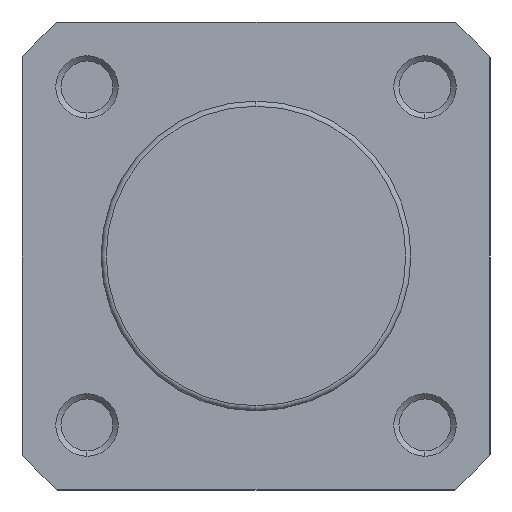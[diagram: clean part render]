
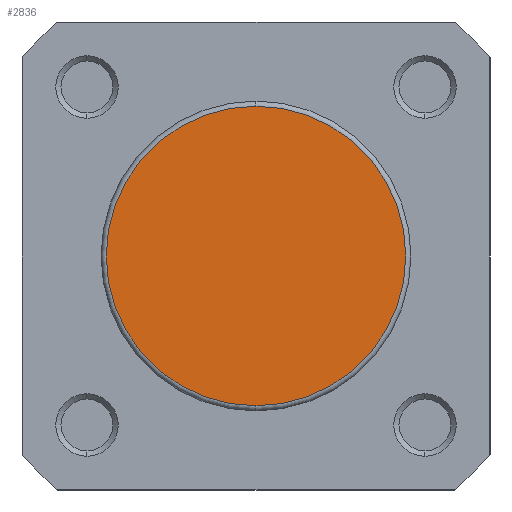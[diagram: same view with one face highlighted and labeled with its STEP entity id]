
A CAD part, left-side view. The second image highlights one B-rep face of the part: STEP entity #2836.
In plain terms, the highlighted planar face has unit normal (-1, 0, 0).
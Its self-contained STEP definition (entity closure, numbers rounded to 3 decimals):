
#1297 = CIRCLE ( 'NONE', #6284, 14.4 ) ;
#1330 = CIRCLE ( 'NONE', #6295, 14.4 ) ;
#1523 = CARTESIAN_POINT ( 'NONE',  ( 0., 0., 14.4 ) ) ;
#1525 = CARTESIAN_POINT ( 'NONE',  ( 0., 0., -14.4 ) ) ;
#2435 = CARTESIAN_POINT ( 'NONE',  ( 0., 0., 0. ) ) ;
#2441 = DIRECTION ( 'NONE',  ( -1., 0., 0. ) ) ;
#2442 = DIRECTION ( 'NONE',  ( 0., 0., 1. ) ) ;
#2494 = CARTESIAN_POINT ( 'NONE',  ( 0., 0., 0. ) ) ;
#2495 = DIRECTION ( 'NONE',  ( -1., 0., 0. ) ) ;
#2496 = DIRECTION ( 'NONE',  ( 0., 0., 1. ) ) ;
#2836 = ADVANCED_FACE ( 'NONE', ( #5114 ), #5452, .T. ) ;
#3174 = VERTEX_POINT ( 'NONE', #1523 ) ;
#3177 = VERTEX_POINT ( 'NONE', #1525 ) ;
#3474 = ORIENTED_EDGE ( 'NONE', *, *, #4084, .T. ) ;
#3477 = ORIENTED_EDGE ( 'NONE', *, *, #4062, .T. ) ;
#4062 = EDGE_CURVE ( 'NONE', #3177, #3174, #1297, .T. ) ;
#4084 = EDGE_CURVE ( 'NONE', #3174, #3177, #1330, .T. ) ;
#4350 = EDGE_LOOP ( 'NONE', ( #3474, #3477 ) ) ;
#5114 = FACE_OUTER_BOUND ( 'NONE', #4350, .T. ) ;
#5355 = DIRECTION ( 'NONE',  ( 0., 0., 1. ) ) ;
#5452 = PLANE ( 'NONE',  #5981 ) ;
#5467 = CARTESIAN_POINT ( 'NONE',  ( 0., -14.9, 0. ) ) ;
#5695 = DIRECTION ( 'NONE',  ( -1., 0., 0. ) ) ;
#5981 = AXIS2_PLACEMENT_3D ( 'NONE', #5467, #5695, #5355 ) ;
#6284 = AXIS2_PLACEMENT_3D ( 'NONE', #2435, #2441, #2442 ) ;
#6295 = AXIS2_PLACEMENT_3D ( 'NONE', #2494, #2495, #2496 ) ;
